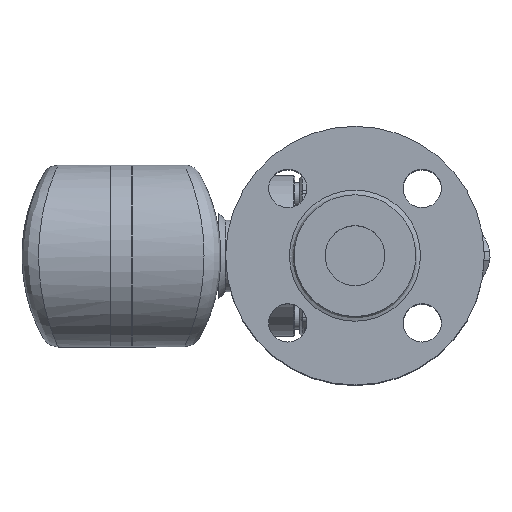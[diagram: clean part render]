
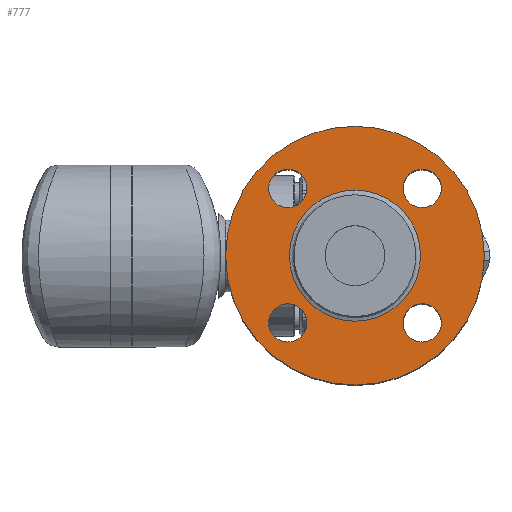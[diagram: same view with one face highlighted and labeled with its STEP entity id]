
A CAD part, top view. The second image highlights one B-rep face of the part: STEP entity #777.
In plain terms, the highlighted planar face has unit normal (0, 0, 1).
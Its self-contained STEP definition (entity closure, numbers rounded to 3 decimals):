
#649=CARTESIAN_POINT('',(147.0,0.0,92.4));
#650=VERTEX_POINT('',#649);
#651=CARTESIAN_POINT('',(93.,0.0,92.4));
#652=DIRECTION('',(0.0,0.0,1.0));
#653=DIRECTION('',(1.0,0.0,0.0));
#654=AXIS2_PLACEMENT_3D('',#651,#652,#653);
#655=CIRCLE('',#654,54.0);
#656=EDGE_CURVE('',#650,#650,#655,.T.);
#699=CARTESIAN_POINT('',(65.64,0.,92.4));
#700=VERTEX_POINT('',#699);
#701=CARTESIAN_POINT('',(93.,0.0,92.4));
#702=DIRECTION('',(0.0,0.0,1.0));
#703=DIRECTION('',(1.0,0.0,0.0));
#704=AXIS2_PLACEMENT_3D('',#701,#702,#703);
#705=CIRCLE('',#704,27.36);
#706=EDGE_CURVE('',#700,#700,#705,.T.);
#722=CARTESIAN_POINT('',(132.7,0.0,92.4));
#723=DIRECTION('',(0.0,0.0,1.0));
#724=DIRECTION('',(1.0,0.0,0.0));
#725=AXIS2_PLACEMENT_3D('',#722,#723,#724);
#726=PLANE('',#725);
#727=ORIENTED_EDGE('',*,*,#656,.T.);
#728=EDGE_LOOP('',(#727));
#729=FACE_OUTER_BOUND('',#728,.T.);
#730=CARTESIAN_POINT('',(72.928,28.072,92.4));
#731=VERTEX_POINT('',#730);
#732=CARTESIAN_POINT('',(64.928,28.072,92.4));
#733=DIRECTION('',(0.0,0.0,-1.0));
#734=DIRECTION('',(1.0,0.0,0.0));
#735=AXIS2_PLACEMENT_3D('',#732,#733,#734);
#736=CIRCLE('',#735,8.0);
#737=EDGE_CURVE('',#731,#731,#736,.T.);
#738=ORIENTED_EDGE('',*,*,#737,.T.);
#739=EDGE_LOOP('',(#738));
#740=FACE_BOUND('',#739,.T.);
#741=CARTESIAN_POINT('',(64.928,-20.072,92.4));
#742=VERTEX_POINT('',#741);
#743=CARTESIAN_POINT('',(64.928,-28.072,92.4));
#744=DIRECTION('',(0.0,0.0,-1.0));
#745=DIRECTION('',(0.0,1.0,0.0));
#746=AXIS2_PLACEMENT_3D('',#743,#744,#745);
#747=CIRCLE('',#746,8.0);
#748=EDGE_CURVE('',#742,#742,#747,.T.);
#749=ORIENTED_EDGE('',*,*,#748,.T.);
#750=EDGE_LOOP('',(#749));
#751=FACE_BOUND('',#750,.T.);
#752=CARTESIAN_POINT('',(113.072,-28.072,92.4));
#753=VERTEX_POINT('',#752);
#754=CARTESIAN_POINT('',(121.072,-28.072,92.4));
#755=DIRECTION('',(0.0,0.0,-1.0));
#756=DIRECTION('',(-1.0,0.0,0.0));
#757=AXIS2_PLACEMENT_3D('',#754,#755,#756);
#758=CIRCLE('',#757,8.0);
#759=EDGE_CURVE('',#753,#753,#758,.T.);
#760=ORIENTED_EDGE('',*,*,#759,.T.);
#761=EDGE_LOOP('',(#760));
#762=FACE_BOUND('',#761,.T.);
#763=CARTESIAN_POINT('',(121.072,20.072,92.4));
#764=VERTEX_POINT('',#763);
#765=CARTESIAN_POINT('',(121.072,28.072,92.4));
#766=DIRECTION('',(0.0,0.0,-1.0));
#767=DIRECTION('',(0.0,-1.0,0.0));
#768=AXIS2_PLACEMENT_3D('',#765,#766,#767);
#769=CIRCLE('',#768,8.0);
#770=EDGE_CURVE('',#764,#764,#769,.T.);
#771=ORIENTED_EDGE('',*,*,#770,.T.);
#772=EDGE_LOOP('',(#771));
#773=FACE_BOUND('',#772,.T.);
#774=ORIENTED_EDGE('',*,*,#706,.F.);
#775=EDGE_LOOP('',(#774));
#776=FACE_BOUND('',#775,.T.);
#777=ADVANCED_FACE('',(#729,#740,#751,#762,#773,#776),#726,.T.);
